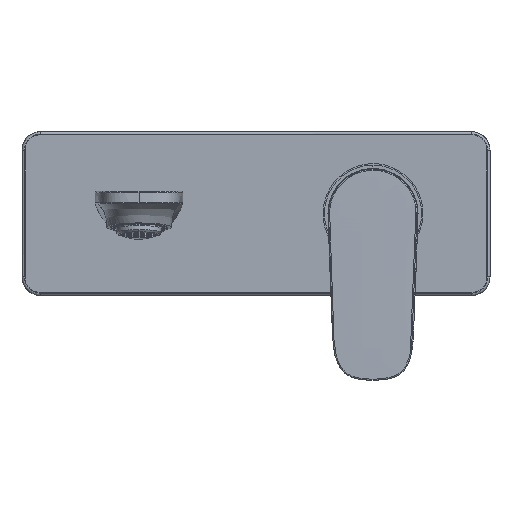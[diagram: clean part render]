
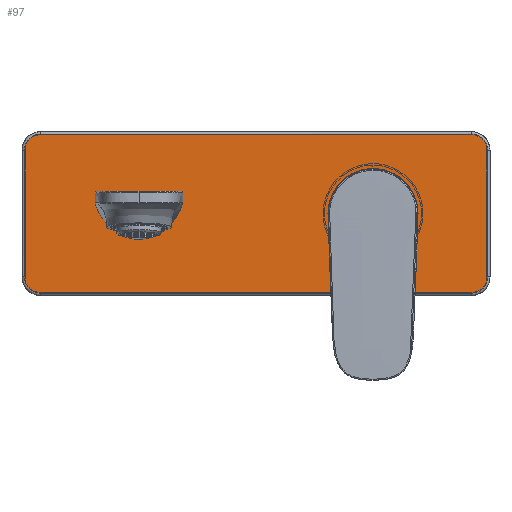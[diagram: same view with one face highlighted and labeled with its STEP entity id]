
A CAD part, front view. The second image highlights one B-rep face of the part: STEP entity #97.
In plain terms, the highlighted planar face has unit normal (0, -1, 0).
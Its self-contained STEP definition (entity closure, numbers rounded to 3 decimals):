
#97=ADVANCED_FACE('',(#1618,#1491,#1492),#21275,.T.);
#1491=FACE_BOUND('',#3016,.T.);
#1492=FACE_BOUND('',#3017,.T.);
#1618=FACE_OUTER_BOUND('',#3015,.T.);
#3015=EDGE_LOOP('',(#4556,#4557,#4558,#4559,#4560,#4561,#4562,#4563));
#3016=EDGE_LOOP('',(#4564,#4565));
#3017=EDGE_LOOP('',(#4566,#4567));
#4556=ORIENTED_EDGE('',*,*,#11677,.T.);
#4557=ORIENTED_EDGE('',*,*,#11602,.T.);
#4558=ORIENTED_EDGE('',*,*,#11683,.T.);
#4559=ORIENTED_EDGE('',*,*,#11601,.T.);
#4560=ORIENTED_EDGE('',*,*,#11596,.F.);
#4561=ORIENTED_EDGE('',*,*,#11600,.T.);
#4562=ORIENTED_EDGE('',*,*,#11696,.T.);
#4563=ORIENTED_EDGE('',*,*,#11599,.T.);
#4564=ORIENTED_EDGE('',*,*,#11618,.T.);
#4565=ORIENTED_EDGE('',*,*,#11614,.T.);
#4566=ORIENTED_EDGE('',*,*,#11608,.T.);
#4567=ORIENTED_EDGE('',*,*,#11604,.T.);
#11596=EDGE_CURVE('',#18654,#18655,#15112,.T.);
#11599=EDGE_CURVE('',#18658,#18656,#15620,.T.);
#11600=EDGE_CURVE('',#18654,#18659,#15621,.T.);
#11601=EDGE_CURVE('',#18660,#18655,#15622,.T.);
#11602=EDGE_CURVE('',#18657,#18661,#15623,.T.);
#11604=EDGE_CURVE('',#18664,#18665,#15115,.T.);
#11608=EDGE_CURVE('',#18665,#18664,#15118,.T.);
#11614=EDGE_CURVE('',#18662,#18663,#15119,.T.);
#11618=EDGE_CURVE('',#18663,#18662,#15122,.T.);
#11677=EDGE_CURVE('',#18656,#18657,#15163,.T.);
#11683=EDGE_CURVE('',#18661,#18660,#15168,.T.);
#11696=EDGE_CURVE('',#18659,#18658,#15174,.T.);
#15112=(
BOUNDED_CURVE()
B_SPLINE_CURVE(2,(#25613,#25614,#25615),.UNSPECIFIED.,.F.,.F.)
B_SPLINE_CURVE_WITH_KNOTS((3,3),(-10.996,0.),.UNSPECIFIED.)
CURVE()
GEOMETRIC_REPRESENTATION_ITEM()
RATIONAL_B_SPLINE_CURVE((1.,0.707,1.))
REPRESENTATION_ITEM('')
);
#15115=(
BOUNDED_CURVE()
B_SPLINE_CURVE(2,(#25632,#25633,#25634,#25635,#25636),.UNSPECIFIED.,.F.,
 .F.)
B_SPLINE_CURVE_WITH_KNOTS((3,2,3),(0.,30.238,60.476),
 .UNSPECIFIED.)
CURVE()
GEOMETRIC_REPRESENTATION_ITEM()
RATIONAL_B_SPLINE_CURVE((1.,0.707,1.,0.707,1.))
REPRESENTATION_ITEM('')
);
#15118=(
BOUNDED_CURVE()
B_SPLINE_CURVE(2,(#25649,#25650,#25651,#25652,#25653),.UNSPECIFIED.,.F.,
 .F.)
B_SPLINE_CURVE_WITH_KNOTS((3,2,3),(0.,30.238,60.476),
 .UNSPECIFIED.)
CURVE()
GEOMETRIC_REPRESENTATION_ITEM()
RATIONAL_B_SPLINE_CURVE((1.,0.707,1.,0.707,1.))
REPRESENTATION_ITEM('')
);
#15119=(
BOUNDED_CURVE()
B_SPLINE_CURVE(2,(#25664,#25665,#25666,#25667,#25668),.UNSPECIFIED.,.F.,
 .F.)
B_SPLINE_CURVE_WITH_KNOTS((3,2,3),(0.,11.938,23.876),
 .UNSPECIFIED.)
CURVE()
GEOMETRIC_REPRESENTATION_ITEM()
RATIONAL_B_SPLINE_CURVE((1.,0.707,1.,0.707,1.))
REPRESENTATION_ITEM('')
);
#15122=(
BOUNDED_CURVE()
B_SPLINE_CURVE(2,(#25681,#25682,#25683,#25684,#25685),.UNSPECIFIED.,.F.,
 .F.)
B_SPLINE_CURVE_WITH_KNOTS((3,2,3),(0.,11.938,23.876),
 .UNSPECIFIED.)
CURVE()
GEOMETRIC_REPRESENTATION_ITEM()
RATIONAL_B_SPLINE_CURVE((1.,0.707,1.,0.707,1.))
REPRESENTATION_ITEM('')
);
#15163=(
BOUNDED_CURVE()
B_SPLINE_CURVE(2,(#25874,#25875,#25876),.UNSPECIFIED.,.F.,.F.)
B_SPLINE_CURVE_WITH_KNOTS((3,3),(0.,10.996),.UNSPECIFIED.)
CURVE()
GEOMETRIC_REPRESENTATION_ITEM()
RATIONAL_B_SPLINE_CURVE((1.,0.707,1.))
REPRESENTATION_ITEM('')
);
#15168=(
BOUNDED_CURVE()
B_SPLINE_CURVE(2,(#25891,#25892,#25893),.UNSPECIFIED.,.F.,.F.)
B_SPLINE_CURVE_WITH_KNOTS((3,3),(0.,10.996),.UNSPECIFIED.)
CURVE()
GEOMETRIC_REPRESENTATION_ITEM()
RATIONAL_B_SPLINE_CURVE((1.,0.707,1.))
REPRESENTATION_ITEM('')
);
#15174=(
BOUNDED_CURVE()
B_SPLINE_CURVE(2,(#25923,#25924,#25925),.UNSPECIFIED.,.F.,.F.)
B_SPLINE_CURVE_WITH_KNOTS((3,3),(0.,10.996),.UNSPECIFIED.)
CURVE()
GEOMETRIC_REPRESENTATION_ITEM()
RATIONAL_B_SPLINE_CURVE((1.,0.707,1.))
REPRESENTATION_ITEM('')
);
#15620=B_SPLINE_CURVE_WITH_KNOTS('',1,(#25622,#25623),.UNSPECIFIED.,.F.,
 .F.,(2,2),(-184.,0.),.UNSPECIFIED.);
#15621=B_SPLINE_CURVE_WITH_KNOTS('',1,(#25624,#25625),.UNSPECIFIED.,.F.,
 .F.,(2,2),(-54.,0.),.UNSPECIFIED.);
#15622=B_SPLINE_CURVE_WITH_KNOTS('',1,(#25626,#25627),.UNSPECIFIED.,.F.,
 .F.,(2,2),(-184.,0.),.UNSPECIFIED.);
#15623=B_SPLINE_CURVE_WITH_KNOTS('',1,(#25628,#25629),.UNSPECIFIED.,.F.,
 .F.,(2,2),(-54.,0.),.UNSPECIFIED.);
#18654=VERTEX_POINT('',#25533);
#18655=VERTEX_POINT('',#25534);
#18656=VERTEX_POINT('',#25535);
#18657=VERTEX_POINT('',#25536);
#18658=VERTEX_POINT('',#25537);
#18659=VERTEX_POINT('',#25538);
#18660=VERTEX_POINT('',#25539);
#18661=VERTEX_POINT('',#25540);
#18662=VERTEX_POINT('',#25541);
#18663=VERTEX_POINT('',#25542);
#18664=VERTEX_POINT('',#25543);
#18665=VERTEX_POINT('',#25544);
#21275=PLANE('',#22267);
#22267=AXIS2_PLACEMENT_3D('',#24586,#23386,$);
#23386=DIRECTION('',(0.,-1.,0.));
#24586=CARTESIAN_POINT('',(-118.92,-6.5,-40.92));
#25533=CARTESIAN_POINT('',(-99.,-6.5,27.));
#25534=CARTESIAN_POINT('',(-92.,-6.5,34.));
#25535=CARTESIAN_POINT('',(92.,-6.5,-34.));
#25536=CARTESIAN_POINT('',(99.,-6.5,-27.));
#25537=CARTESIAN_POINT('',(-92.,-6.5,-34.));
#25538=CARTESIAN_POINT('',(-99.,-6.5,-27.));
#25539=CARTESIAN_POINT('',(92.,-6.5,34.));
#25540=CARTESIAN_POINT('',(99.,-6.5,27.));
#25541=CARTESIAN_POINT('',(-42.4,-6.5,0.));
#25542=CARTESIAN_POINT('',(-57.6,-6.5,0.));
#25543=CARTESIAN_POINT('',(69.25,-6.5,0.));
#25544=CARTESIAN_POINT('',(30.75,-6.5,0.));
#25613=CARTESIAN_POINT('',(-99.,-6.5,27.));
#25614=CARTESIAN_POINT('',(-99.,-6.5,34.));
#25615=CARTESIAN_POINT('',(-92.,-6.5,34.));
#25622=CARTESIAN_POINT('',(-92.,-6.5,-34.));
#25623=CARTESIAN_POINT('',(92.,-6.5,-34.));
#25624=CARTESIAN_POINT('',(-99.,-6.5,27.));
#25625=CARTESIAN_POINT('',(-99.,-6.5,-27.));
#25626=CARTESIAN_POINT('',(92.,-6.5,34.));
#25627=CARTESIAN_POINT('',(-92.,-6.5,34.));
#25628=CARTESIAN_POINT('',(99.,-6.5,-27.));
#25629=CARTESIAN_POINT('',(99.,-6.5,27.));
#25632=CARTESIAN_POINT('',(69.25,-6.5,0.));
#25633=CARTESIAN_POINT('',(69.25,-6.5,-19.25));
#25634=CARTESIAN_POINT('',(50.,-6.5,-19.25));
#25635=CARTESIAN_POINT('',(30.75,-6.5,-19.25));
#25636=CARTESIAN_POINT('',(30.75,-6.5,0.));
#25649=CARTESIAN_POINT('',(30.75,-6.5,0.));
#25650=CARTESIAN_POINT('',(30.75,-6.5,19.25));
#25651=CARTESIAN_POINT('',(50.,-6.5,19.25));
#25652=CARTESIAN_POINT('',(69.25,-6.5,19.25));
#25653=CARTESIAN_POINT('',(69.25,-6.5,0.));
#25664=CARTESIAN_POINT('',(-42.4,-6.5,0.));
#25665=CARTESIAN_POINT('',(-42.4,-6.5,-7.6));
#25666=CARTESIAN_POINT('',(-50.,-6.5,-7.6));
#25667=CARTESIAN_POINT('',(-57.6,-6.5,-7.6));
#25668=CARTESIAN_POINT('',(-57.6,-6.5,0.));
#25681=CARTESIAN_POINT('',(-57.6,-6.5,0.));
#25682=CARTESIAN_POINT('',(-57.6,-6.5,7.6));
#25683=CARTESIAN_POINT('',(-50.,-6.5,7.6));
#25684=CARTESIAN_POINT('',(-42.4,-6.5,7.6));
#25685=CARTESIAN_POINT('',(-42.4,-6.5,0.));
#25874=CARTESIAN_POINT('',(92.,-6.5,-34.));
#25875=CARTESIAN_POINT('',(99.,-6.5,-34.));
#25876=CARTESIAN_POINT('',(99.,-6.5,-27.));
#25891=CARTESIAN_POINT('',(99.,-6.5,27.));
#25892=CARTESIAN_POINT('',(99.,-6.5,34.));
#25893=CARTESIAN_POINT('',(92.,-6.5,34.));
#25923=CARTESIAN_POINT('',(-99.,-6.5,-27.));
#25924=CARTESIAN_POINT('',(-99.,-6.5,-34.));
#25925=CARTESIAN_POINT('',(-92.,-6.5,-34.));
